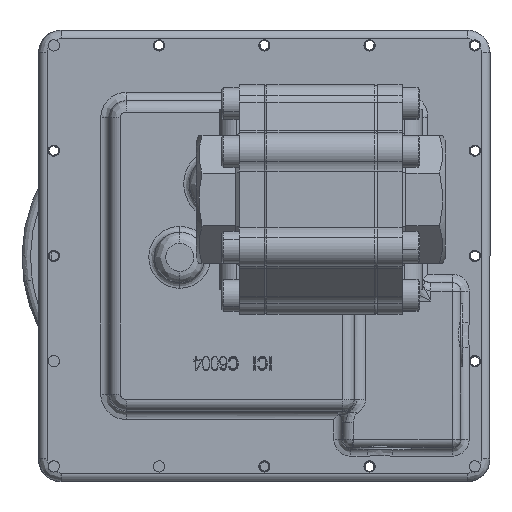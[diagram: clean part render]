
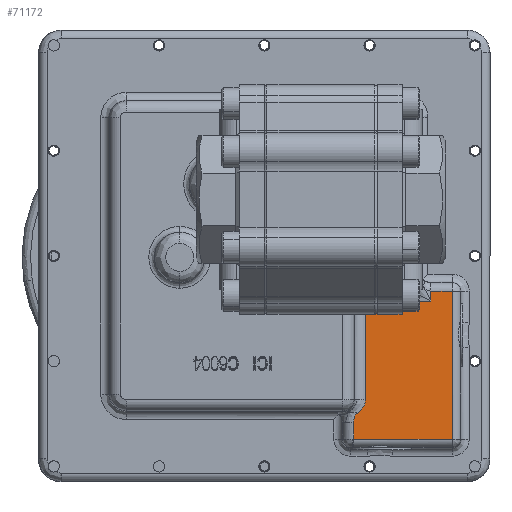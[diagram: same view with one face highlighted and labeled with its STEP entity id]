
A CAD part, front view. The second image highlights one B-rep face of the part: STEP entity #71172.
In plain terms, the highlighted planar face has unit normal (0, -1, 0).
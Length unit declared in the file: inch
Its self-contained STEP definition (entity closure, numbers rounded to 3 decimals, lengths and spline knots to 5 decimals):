
#871 = CARTESIAN_POINT ( 'NONE',  ( 0.73233, 8.45178, -4.86377 ) ) ;
#1170 = CARTESIAN_POINT ( 'NONE',  ( 2.9135, 8.45178, -2.0285 ) ) ;
#1283 = VERTEX_POINT ( 'NONE', #8569 ) ;
#2544 = ORIENTED_EDGE ( 'NONE', *, *, #54824, .F. ) ;
#5422 = ORIENTED_EDGE ( 'NONE', *, *, #21661, .F. ) ;
#8137 = CARTESIAN_POINT ( 'NONE',  ( 0.76119, 8.45178, -4.79541 ) ) ;
#8569 = CARTESIAN_POINT ( 'NONE',  ( 0.726, 8.45178, -5.3125 ) ) ;
#11604 = CARTESIAN_POINT ( 'NONE',  ( 0.84014, 8.45178, -4.7028 ) ) ;
#12578 = VECTOR ( 'NONE', #85183, 39.37008 ) ;
#12787 = DIRECTION ( 'NONE',  ( 0., 0., 1. ) ) ;
#13082 = CARTESIAN_POINT ( 'NONE',  ( 0.851, 8.45178, -2.216 ) ) ;
#13372 = VECTOR ( 'NONE', #70246, 39.37008 ) ;
#15425 = CARTESIAN_POINT ( 'NONE',  ( 0.78261, 8.45178, -4.76319 ) ) ;
#17169 = VERTEX_POINT ( 'NONE', #29637 ) ;
#18845 = CARTESIAN_POINT ( 'NONE',  ( 0.87624, 8.45178, -4.67011 ) ) ;
#19177 = ORIENTED_EDGE ( 'NONE', *, *, #65844, .F. ) ;
#19302 = LINE ( 'NONE', #55768, #74252 ) ;
#20055 = CARTESIAN_POINT ( 'NONE',  ( 0.851, 8.45178, -2.25 ) ) ;
#20137 = DIRECTION ( 'NONE',  ( 0., 0., -1. ) ) ;
#20189 = ORIENTED_EDGE ( 'NONE', *, *, #54748, .F. ) ;
#20315 = DIRECTION ( 'NONE',  ( 0., 0., 1. ) ) ;
#20623 = CARTESIAN_POINT ( 'NONE',  ( 0.988, 8.45178, -2.216 ) ) ;
#21099 = EDGE_CURVE ( 'NONE', #77832, #92168, #29059, .T. ) ;
#21583 = VERTEX_POINT ( 'NONE', #35479 ) ;
#21661 = EDGE_CURVE ( 'NONE', #17169, #43624, #23405, .T. ) ;
#22340 = CARTESIAN_POINT ( 'NONE',  ( 0.726, 8.45178, -4.937 ) ) ;
#22658 = CARTESIAN_POINT ( 'NONE',  ( 0.8017, 8.45178, -4.73997 ) ) ;
#23405 = LINE ( 'NONE', #79356, #61579 ) ;
#25244 = LINE ( 'NONE', #71645, #61168 ) ;
#25987 = ORIENTED_EDGE ( 'NONE', *, *, #61605, .F. ) ;
#26062 = CARTESIAN_POINT ( 'NONE',  ( 0.90429, 8.45178, -4.64266 ) ) ;
#29059 = LINE ( 'NONE', #20623, #48189 ) ;
#29379 = ORIENTED_EDGE ( 'NONE', *, *, #49249, .F. ) ;
#29637 = CARTESIAN_POINT ( 'NONE',  ( 2.437, 8.45178, -2.0285 ) ) ;
#33305 = CARTESIAN_POINT ( 'NONE',  ( 0.988, 8.45178, -4.53987 ) ) ;
#34720 = VERTEX_POINT ( 'NONE', #56465 ) ;
#34920 = EDGE_CURVE ( 'NONE', #52780, #17169, #19302, .T. ) ;
#35061 = DIRECTION ( 'NONE',  ( 0., 0., 1. ) ) ;
#35479 = CARTESIAN_POINT ( 'NONE',  ( 2.9135, 8.45178, -5.3125 ) ) ;
#36386 = DIRECTION ( 'NONE',  ( 1., 0., 0. ) ) ;
#37750 = CARTESIAN_POINT ( 'NONE',  ( 0.988, 8.45178, -2.25 ) ) ;
#37925 = ORIENTED_EDGE ( 'NONE', *, *, #68141, .F. ) ;
#38133 = ORIENTED_EDGE ( 'NONE', *, *, #34920, .F. ) ;
#41065 = DIRECTION ( 'NONE',  ( 0., 0., 1. ) ) ;
#42181 = CARTESIAN_POINT ( 'NONE',  ( 0.663, 8.45178, -5.3125 ) ) ;
#43624 = VERTEX_POINT ( 'NONE', #1170 ) ;
#48189 = VECTOR ( 'NONE', #35061, 39.37008 ) ;
#48202 = VERTEX_POINT ( 'NONE', #66603 ) ;
#49249 = EDGE_CURVE ( 'NONE', #43624, #21583, #25244, .T. ) ;
#50743 = LINE ( 'NONE', #42181, #12578 ) ;
#51199 = CARTESIAN_POINT ( 'NONE',  ( 0.75263, 8.45178, -4.81217 ) ) ;
#52780 = VERTEX_POINT ( 'NONE', #65754 ) ;
#53788 = LINE ( 'NONE', #84066, #75119 ) ;
#54748 = EDGE_CURVE ( 'NONE', #1283, #34720, #53788, .T. ) ;
#54824 = EDGE_CURVE ( 'NONE', #92168, #52780, #70651, .T. ) ;
#55768 = CARTESIAN_POINT ( 'NONE',  ( 2.437, 8.45178, -2.216 ) ) ;
#56465 = CARTESIAN_POINT ( 'NONE',  ( 0.726, 8.45178, -4.937 ) ) ;
#57682 = FACE_OUTER_BOUND ( 'NONE', #81774, .T. ) ;
#58401 = CARTESIAN_POINT ( 'NONE',  ( 0.77689, 8.45178, -4.77114 ) ) ;
#61168 = VECTOR ( 'NONE', #20137, 39.37008 ) ;
#61579 = VECTOR ( 'NONE', #36386, 39.37008 ) ;
#61605 = EDGE_CURVE ( 'NONE', #21583, #1283, #50743, .T. ) ;
#61816 = CARTESIAN_POINT ( 'NONE',  ( 0.86701, 8.45178, -4.67854 ) ) ;
#62289 = AXIS2_PLACEMENT_3D ( 'NONE', #13082, #63293, #20315 ) ;
#63293 = DIRECTION ( 'NONE',  ( 0., 1., 0. ) ) ;
#65315 = CARTESIAN_POINT ( 'NONE',  ( 0.726, 8.45178, -4.89997 ) ) ;
#65623 = CARTESIAN_POINT ( 'NONE',  ( 0.79501, 8.45178, -4.7476 ) ) ;
#65754 = CARTESIAN_POINT ( 'NONE',  ( 2.437, 8.45178, -2.25 ) ) ;
#65844 = EDGE_CURVE ( 'NONE', #48202, #77832, #78023, .T. ) ;
#66603 = CARTESIAN_POINT ( 'NONE',  ( 0.8089, 8.45178, -4.7325 ) ) ;
#68141 = EDGE_CURVE ( 'NONE', #34720, #48202, #70470, .T. ) ;
#68404 = CARTESIAN_POINT ( 'NONE',  ( 0.8089, 8.45178, -4.7325 ) ) ;
#69032 = CARTESIAN_POINT ( 'NONE',  ( 0.89488, 8.45178, -4.65217 ) ) ;
#70246 = DIRECTION ( 'NONE',  ( 1., 0., 0. ) ) ;
#70470 = B_SPLINE_CURVE_WITH_KNOTS ( 'NONE', 3,
 ( #22340, #65315, #871, #51199, #8137, #58401, #15425, #65623, #22658, #72805 ),
 .UNSPECIFIED., .F., .F.,
 ( 4, 2, 2, 2, 4 ),
 ( 0., 0.5, 0.75, 0.875, 1. ),
 .UNSPECIFIED. ) ;
#70651 = LINE ( 'NONE', #20055, #13372 ) ;
#71172 = ADVANCED_FACE ( 'NONE', ( #57682 ), #91916, .F. ) ;
#71645 = CARTESIAN_POINT ( 'NONE',  ( 2.9135, 8.45178, -5.313 ) ) ;
#72517 = ORIENTED_EDGE ( 'NONE', *, *, #21099, .F. ) ;
#72805 = CARTESIAN_POINT ( 'NONE',  ( 0.8089, 8.45178, -4.7325 ) ) ;
#74252 = VECTOR ( 'NONE', #12787, 39.37008 ) ;
#75119 = VECTOR ( 'NONE', #41065, 39.37008 ) ;
#75620 = CARTESIAN_POINT ( 'NONE',  ( 0.82329, 8.45178, -4.71758 ) ) ;
#76240 = CARTESIAN_POINT ( 'NONE',  ( 0.95095, 8.45178, -4.59144 ) ) ;
#77832 = VERTEX_POINT ( 'NONE', #80718 ) ;
#78023 = B_SPLINE_CURVE_WITH_KNOTS ( 'NONE', 3,
 ( #68404, #75620, #11604, #61816, #18845, #69032, #26062, #76240, #33305, #83498 ),
 .UNSPECIFIED., .F., .F.,
 ( 4, 2, 2, 2, 4 ),
 ( 0., 0.25, 0.375, 0.5, 1. ),
 .UNSPECIFIED. ) ;
#79356 = CARTESIAN_POINT ( 'NONE',  ( 0.851, 8.45178, -2.0285 ) ) ;
#80718 = CARTESIAN_POINT ( 'NONE',  ( 0.988, 8.45178, -4.437 ) ) ;
#81774 = EDGE_LOOP ( 'NONE', ( #5422, #38133, #2544, #72517, #19177, #37925, #20189, #25987, #29379 ) ) ;
#83498 = CARTESIAN_POINT ( 'NONE',  ( 0.988, 8.45178, -4.437 ) ) ;
#84066 = CARTESIAN_POINT ( 'NONE',  ( 0.726, 8.45178, -5.313 ) ) ;
#85183 = DIRECTION ( 'NONE',  ( -1., 0., 0. ) ) ;
#91916 = PLANE ( 'NONE',  #62289 ) ;
#92168 = VERTEX_POINT ( 'NONE', #37750 ) ;
